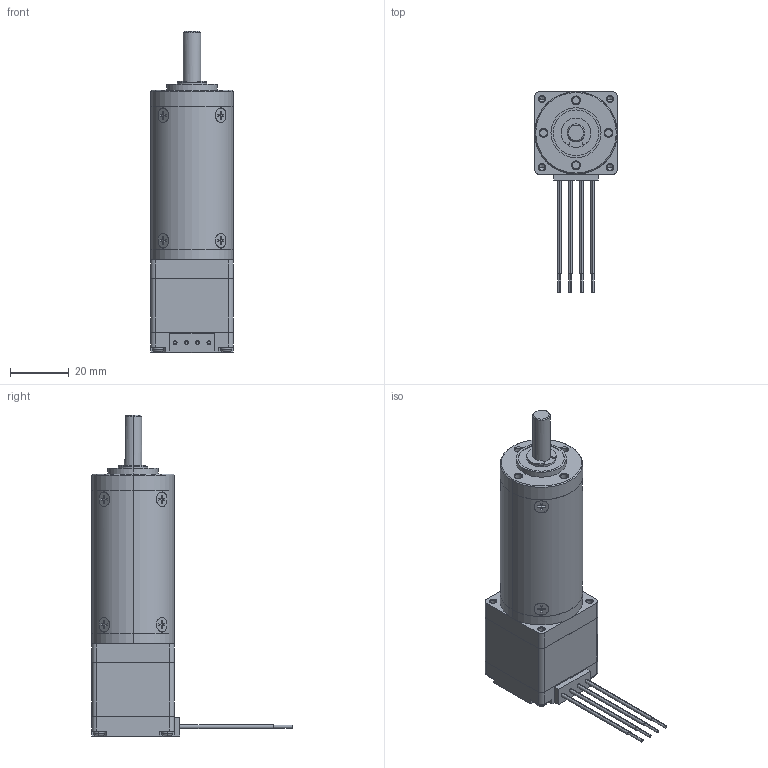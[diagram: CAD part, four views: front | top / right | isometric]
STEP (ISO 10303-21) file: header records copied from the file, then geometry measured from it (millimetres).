
FILE_DESCRIPTION (( 'STEP AP214' ), '1' );
FILE_NAME ('11YPG1-R189.STEP', '2011-02-21T22:20:05', ( '' ), ( '' ), 'SwSTEP 2.0', 'SolidWorks 2011', '' );
FILE_SCHEMA (( 'AUTOMOTIVE_DESIGN' ));
Length unit declared in the file: inch
Products named in the file (3): 11YPG Gearbox_11YPG-R189; 11Y Series_11Y102S-LW4; 11YPG1-R189
Assembly tree (2 placements, depth 2):
  11YPG1-R189
    11Y Series_11Y102S-LW4
    11YPG Gearbox_11YPG-R189
Bounding box: 28 x 67.97 x 109 mm (x, y, z)
Volume: 61706.6 mm3; surface area: 13361.9 mm2
Topology: 2 solids, 2 shells, 398 faces, 976 edges, 626 vertices
Faces by surface type: plane 246, cylinder 104, cone 40, torus 8
Entity records: 17328 total; most frequent: CARTESIAN_POINT 2521, DIRECTION 1988, ORIENTED_EDGE 1936, EDGE_CURVE 968, VECTOR 682, LINE 682, AXIS2_PLACEMENT_3D 653, VERTEX_POINT 626
